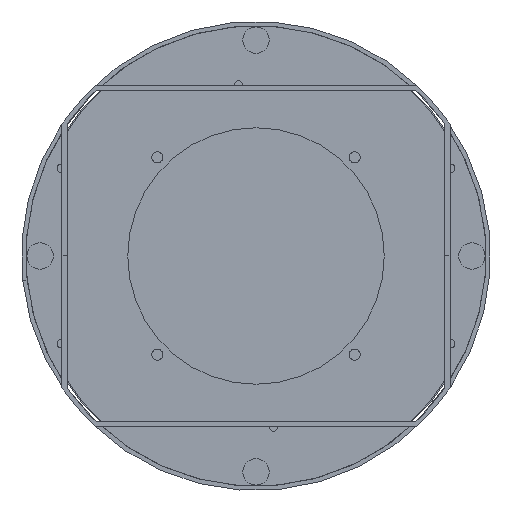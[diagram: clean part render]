
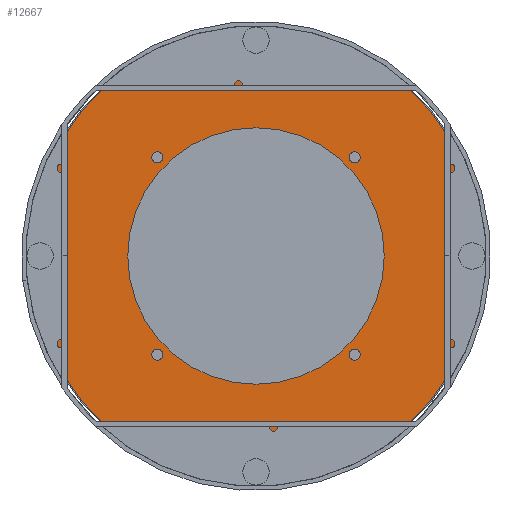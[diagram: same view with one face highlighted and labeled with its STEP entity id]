
A CAD part, front view. The second image highlights one B-rep face of the part: STEP entity #12667.
In plain terms, the highlighted face is planar.
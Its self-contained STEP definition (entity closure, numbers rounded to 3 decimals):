
#12410=CARTESIAN_POINT('',(0.,10.,0.));
#12411=DIRECTION('',(0.,-1.,0.));
#12412=DIRECTION('',(1.,0.,0.));
#12413=AXIS2_PLACEMENT_3D('',#12410,#12411,#12412);
#12415=CARTESIAN_POINT('',(0.,10.,0.));
#12416=DIRECTION('',(0.,-1.,0.));
#12417=DIRECTION('',(-1.,0.,0.));
#12418=AXIS2_PLACEMENT_3D('',#12415,#12416,#12417);
#12420=CARTESIAN_POINT('',(-45.,10.,-45.));
#12421=DIRECTION('',(0.,-1.,0.));
#12422=DIRECTION('',(1.,0.,0.));
#12423=AXIS2_PLACEMENT_3D('',#12420,#12421,#12422);
#12425=CARTESIAN_POINT('',(-45.,10.,-45.));
#12426=DIRECTION('',(0.,-1.,0.));
#12427=DIRECTION('',(-1.,0.,0.));
#12428=AXIS2_PLACEMENT_3D('',#12425,#12426,#12427);
#12430=CARTESIAN_POINT('',(-45.,10.,45.));
#12431=DIRECTION('',(0.,-1.,0.));
#12432=DIRECTION('',(1.,0.,0.));
#12433=AXIS2_PLACEMENT_3D('',#12430,#12431,#12432);
#12435=CARTESIAN_POINT('',(-45.,10.,45.));
#12436=DIRECTION('',(0.,-1.,0.));
#12437=DIRECTION('',(-1.,0.,0.));
#12438=AXIS2_PLACEMENT_3D('',#12435,#12436,#12437);
#12440=CARTESIAN_POINT('',(45.,10.,45.));
#12441=DIRECTION('',(0.,-1.,0.));
#12442=DIRECTION('',(1.,0.,0.));
#12443=AXIS2_PLACEMENT_3D('',#12440,#12441,#12442);
#12445=CARTESIAN_POINT('',(45.,10.,45.));
#12446=DIRECTION('',(0.,-1.,0.));
#12447=DIRECTION('',(-1.,0.,0.));
#12448=AXIS2_PLACEMENT_3D('',#12445,#12446,#12447);
#12450=CARTESIAN_POINT('',(45.,10.,-45.));
#12451=DIRECTION('',(0.,-1.,0.));
#12452=DIRECTION('',(1.,0.,0.));
#12453=AXIS2_PLACEMENT_3D('',#12450,#12451,#12452);
#12455=CARTESIAN_POINT('',(45.,10.,-45.));
#12456=DIRECTION('',(0.,-1.,0.));
#12457=DIRECTION('',(-1.,0.,0.));
#12458=AXIS2_PLACEMENT_3D('',#12455,#12456,#12457);
#12460=CARTESIAN_POINT('',(0.,10.,0.));
#12461=DIRECTION('',(0.,1.,0.));
#12462=DIRECTION('',(1.,0.,0.));
#12463=AXIS2_PLACEMENT_3D('',#12460,#12461,#12462);
#12465=CARTESIAN_POINT('',(0.,10.,0.));
#12466=DIRECTION('',(0.,1.,0.));
#12467=DIRECTION('',(-1.,0.,0.));
#12468=AXIS2_PLACEMENT_3D('',#12465,#12466,#12467);
#12530=CARTESIAN_POINT('',(58.5,10.,0.));
#12531=CARTESIAN_POINT('',(-58.5,10.,0.));
#12532=VERTEX_POINT('',#12530);
#12533=VERTEX_POINT('',#12531);
#12534=CARTESIAN_POINT('',(-42.5,10.,-45.));
#12535=CARTESIAN_POINT('',(-47.5,10.,-45.));
#12536=VERTEX_POINT('',#12534);
#12537=VERTEX_POINT('',#12535);
#12538=CARTESIAN_POINT('',(-42.5,10.,45.));
#12539=CARTESIAN_POINT('',(-47.5,10.,45.));
#12540=VERTEX_POINT('',#12538);
#12541=VERTEX_POINT('',#12539);
#12542=CARTESIAN_POINT('',(47.5,10.,45.));
#12543=CARTESIAN_POINT('',(42.5,10.,45.));
#12544=VERTEX_POINT('',#12542);
#12545=VERTEX_POINT('',#12543);
#12546=CARTESIAN_POINT('',(47.5,10.,-45.));
#12547=CARTESIAN_POINT('',(42.5,10.,-45.));
#12548=VERTEX_POINT('',#12546);
#12549=VERTEX_POINT('',#12547);
#12554=CARTESIAN_POINT('',(103.5,10.,0.));
#12555=CARTESIAN_POINT('',(-103.5,10.,0.));
#12556=VERTEX_POINT('',#12554);
#12557=VERTEX_POINT('',#12555);
#12628=CARTESIAN_POINT('',(0.,10.,0.));
#12629=DIRECTION('',(0.,1.,0.));
#12630=DIRECTION('',(1.,0.,0.));
#12631=AXIS2_PLACEMENT_3D('',#12628,#12629,#12630);
#12632=PLANE('',#12631);
#12634=ORIENTED_EDGE('',*,*,#12633,.F.);
#12636=ORIENTED_EDGE('',*,*,#12635,.F.);
#12637=EDGE_LOOP('',(#12634,#12636));
#12638=FACE_OUTER_BOUND('',#12637,.F.);
#12640=ORIENTED_EDGE('',*,*,#12639,.F.);
#12642=ORIENTED_EDGE('',*,*,#12641,.F.);
#12643=EDGE_LOOP('',(#12640,#12642));
#12644=FACE_BOUND('',#12643,.F.);
#12646=ORIENTED_EDGE('',*,*,#12645,.F.);
#12648=ORIENTED_EDGE('',*,*,#12647,.F.);
#12649=EDGE_LOOP('',(#12646,#12648));
#12650=FACE_BOUND('',#12649,.F.);
#12652=ORIENTED_EDGE('',*,*,#12651,.F.);
#12654=ORIENTED_EDGE('',*,*,#12653,.F.);
#12655=EDGE_LOOP('',(#12652,#12654));
#12656=FACE_BOUND('',#12655,.F.);
#12658=ORIENTED_EDGE('',*,*,#12657,.F.);
#12660=ORIENTED_EDGE('',*,*,#12659,.F.);
#12661=EDGE_LOOP('',(#12658,#12660));
#12662=FACE_BOUND('',#12661,.F.);
#12663=ORIENTED_EDGE('',*,*,#12608,.F.);
#12664=ORIENTED_EDGE('',*,*,#12622,.F.);
#12665=EDGE_LOOP('',(#12663,#12664));
#12666=FACE_BOUND('',#12665,.F.);
#12414=CIRCLE('',#12413,58.5);
#12419=CIRCLE('',#12418,58.5);
#12424=CIRCLE('',#12423,2.5);
#12429=CIRCLE('',#12428,2.5);
#12434=CIRCLE('',#12433,2.5);
#12439=CIRCLE('',#12438,2.5);
#12444=CIRCLE('',#12443,2.5);
#12449=CIRCLE('',#12448,2.5);
#12454=CIRCLE('',#12453,2.5);
#12459=CIRCLE('',#12458,2.5);
#12464=CIRCLE('',#12463,103.5);
#12469=CIRCLE('',#12468,103.5);
#12608=EDGE_CURVE('',#12532,#12533,#12414,.T.);
#12622=EDGE_CURVE('',#12533,#12532,#12419,.T.);
#12633=EDGE_CURVE('',#12556,#12557,#12464,.T.);
#12635=EDGE_CURVE('',#12557,#12556,#12469,.T.);
#12639=EDGE_CURVE('',#12536,#12537,#12424,.T.);
#12641=EDGE_CURVE('',#12537,#12536,#12429,.T.);
#12645=EDGE_CURVE('',#12540,#12541,#12434,.T.);
#12647=EDGE_CURVE('',#12541,#12540,#12439,.T.);
#12651=EDGE_CURVE('',#12544,#12545,#12444,.T.);
#12653=EDGE_CURVE('',#12545,#12544,#12449,.T.);
#12657=EDGE_CURVE('',#12548,#12549,#12454,.T.);
#12659=EDGE_CURVE('',#12549,#12548,#12459,.T.);
#12667=ADVANCED_FACE('',(#12638,#12644,#12650,#12656,#12662,#12666),#12632,.T.);
